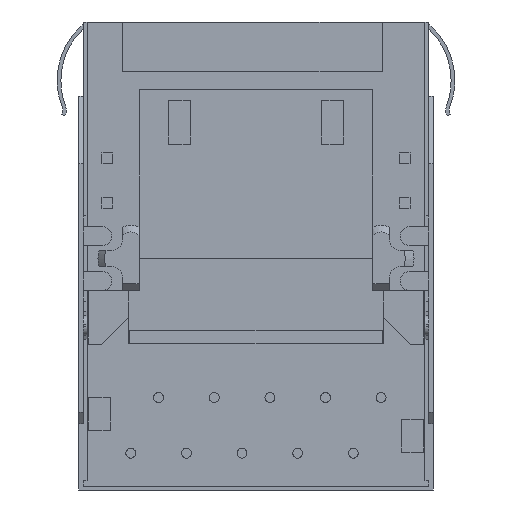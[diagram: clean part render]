
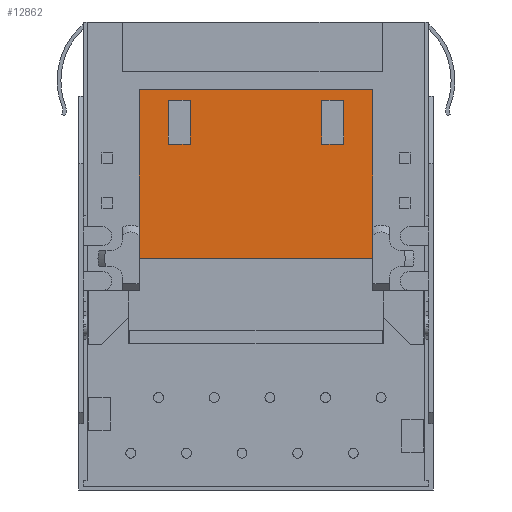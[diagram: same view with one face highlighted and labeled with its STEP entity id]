
A CAD part, front view. The second image highlights one B-rep face of the part: STEP entity #12862.
In plain terms, the highlighted planar face has unit normal (0, -1, 0).
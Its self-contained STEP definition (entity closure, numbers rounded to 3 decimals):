
#3470=DIRECTION('',(1.,0.,0.));
#3471=VECTOR('',#3470,10.68);
#3472=CARTESIAN_POINT('',(-5.34,-6.955,-0.105));
#3473=LINE('',#3472,#3471);
#3474=DIRECTION('',(0.,0.,-1.));
#3475=VECTOR('',#3474,1.412);
#3476=CARTESIAN_POINT('',(-5.34,-6.955,1.307));
#3477=LINE('',#3476,#3475);
#3478=DIRECTION('',(0.,0.,-1.));
#3479=VECTOR('',#3478,6.301);
#3480=CARTESIAN_POINT('',(-5.34,-6.955,7.608));
#3481=LINE('',#3480,#3479);
#3482=DIRECTION('',(-1.,0.,0.));
#3483=VECTOR('',#3482,10.68);
#3484=CARTESIAN_POINT('',(5.34,-6.955,7.608));
#3485=LINE('',#3484,#3483);
#3486=DIRECTION('',(0.,0.,1.));
#3487=VECTOR('',#3486,6.301);
#3488=CARTESIAN_POINT('',(5.34,-6.955,1.307));
#3489=LINE('',#3488,#3487);
#3505=DIRECTION('',(0.,0.,-1.));
#3506=VECTOR('',#3505,1.412);
#3507=CARTESIAN_POINT('',(5.34,-6.955,1.307));
#3508=LINE('',#3507,#3506);
#3717=DIRECTION('',(0.,0.,1.));
#3718=VECTOR('',#3717,2.);
#3719=CARTESIAN_POINT('',(-3.,-6.955,5.108));
#3720=LINE('',#3719,#3718);
#3725=DIRECTION('',(1.,0.,0.));
#3726=VECTOR('',#3725,1.);
#3727=CARTESIAN_POINT('',(-4.,-6.955,5.108));
#3728=LINE('',#3727,#3726);
#3733=DIRECTION('',(0.,0.,-1.));
#3734=VECTOR('',#3733,2.);
#3735=CARTESIAN_POINT('',(-4.,-6.955,7.108));
#3736=LINE('',#3735,#3734);
#3741=DIRECTION('',(-1.,0.,0.));
#3742=VECTOR('',#3741,1.);
#3743=CARTESIAN_POINT('',(-3.,-6.955,7.108));
#3744=LINE('',#3743,#3742);
#3765=DIRECTION('',(1.,0.,0.));
#3766=VECTOR('',#3765,1.);
#3767=CARTESIAN_POINT('',(3.,-6.955,5.108));
#3768=LINE('',#3767,#3766);
#3773=DIRECTION('',(0.,0.,-1.));
#3774=VECTOR('',#3773,2.);
#3775=CARTESIAN_POINT('',(3.,-6.955,7.108));
#3776=LINE('',#3775,#3774);
#3781=DIRECTION('',(-1.,0.,0.));
#3782=VECTOR('',#3781,1.);
#3783=CARTESIAN_POINT('',(4.,-6.955,7.108));
#3784=LINE('',#3783,#3782);
#3789=DIRECTION('',(0.,0.,1.));
#3790=VECTOR('',#3789,2.);
#3791=CARTESIAN_POINT('',(4.,-6.955,5.108));
#3792=LINE('',#3791,#3790);
#7408=CARTESIAN_POINT('',(5.34,-6.955,1.307));
#7409=VERTEX_POINT('',#7408);
#7410=CARTESIAN_POINT('',(5.34,-6.955,7.608));
#7411=VERTEX_POINT('',#7410);
#7568=CARTESIAN_POINT('',(-5.34,-6.955,1.307));
#7570=VERTEX_POINT('',#7568);
#7571=CARTESIAN_POINT('',(-5.34,-6.955,-0.105));
#7572=VERTEX_POINT('',#7571);
#7598=CARTESIAN_POINT('',(-5.34,-6.955,7.608));
#7599=VERTEX_POINT('',#7598);
#7600=CARTESIAN_POINT('',(5.34,-6.955,-0.105));
#7601=VERTEX_POINT('',#7600);
#7602=CARTESIAN_POINT('',(-3.,-6.955,7.108));
#7603=CARTESIAN_POINT('',(-4.,-6.955,7.108));
#7604=VERTEX_POINT('',#7602);
#7605=VERTEX_POINT('',#7603);
#7606=CARTESIAN_POINT('',(-4.,-6.955,5.108));
#7607=VERTEX_POINT('',#7606);
#7608=CARTESIAN_POINT('',(-3.,-6.955,5.108));
#7609=VERTEX_POINT('',#7608);
#7610=CARTESIAN_POINT('',(4.,-6.955,5.108));
#7611=CARTESIAN_POINT('',(4.,-6.955,7.108));
#7612=VERTEX_POINT('',#7610);
#7613=VERTEX_POINT('',#7611);
#7614=CARTESIAN_POINT('',(3.,-6.955,7.108));
#7615=VERTEX_POINT('',#7614);
#7616=CARTESIAN_POINT('',(3.,-6.955,5.108));
#7617=VERTEX_POINT('',#7616);
#12827=CARTESIAN_POINT('',(0.,-6.955,10.515));
#12828=DIRECTION('',(0.,-1.,0.));
#12829=DIRECTION('',(-1.,0.,0.));
#12830=AXIS2_PLACEMENT_3D('',#12827,#12828,#12829);
#12831=PLANE('',#12830);
#12833=ORIENTED_EDGE('',*,*,#12832,.T.);
#12835=ORIENTED_EDGE('',*,*,#12834,.F.);
#12836=ORIENTED_EDGE('',*,*,#12628,.F.);
#12837=ORIENTED_EDGE('',*,*,#12808,.F.);
#12838=ORIENTED_EDGE('',*,*,#12821,.F.);
#12839=ORIENTED_EDGE('',*,*,#12209,.F.);
#12840=EDGE_LOOP('',(#12833,#12835,#12836,#12837,#12838,#12839));
#12841=FACE_OUTER_BOUND('',#12840,.F.);
#12843=ORIENTED_EDGE('',*,*,#12842,.T.);
#12845=ORIENTED_EDGE('',*,*,#12844,.T.);
#12847=ORIENTED_EDGE('',*,*,#12846,.T.);
#12849=ORIENTED_EDGE('',*,*,#12848,.T.);
#12850=EDGE_LOOP('',(#12843,#12845,#12847,#12849));
#12851=FACE_BOUND('',#12850,.F.);
#12853=ORIENTED_EDGE('',*,*,#12852,.T.);
#12855=ORIENTED_EDGE('',*,*,#12854,.T.);
#12857=ORIENTED_EDGE('',*,*,#12856,.T.);
#12859=ORIENTED_EDGE('',*,*,#12858,.T.);
#12860=EDGE_LOOP('',(#12853,#12855,#12857,#12859));
#12861=FACE_BOUND('',#12860,.F.);
#12862=ADVANCED_FACE('',(#12841,#12851,#12861),#12831,.T.);
#12209=EDGE_CURVE('',#7409,#7411,#3489,.T.);
#12628=EDGE_CURVE('',#7570,#7572,#3477,.T.);
#12808=EDGE_CURVE('',#7599,#7570,#3481,.T.);
#12821=EDGE_CURVE('',#7411,#7599,#3485,.T.);
#12832=EDGE_CURVE('',#7409,#7601,#3508,.T.);
#12834=EDGE_CURVE('',#7572,#7601,#3473,.T.);
#12842=EDGE_CURVE('',#7609,#7604,#3720,.T.);
#12844=EDGE_CURVE('',#7604,#7605,#3744,.T.);
#12846=EDGE_CURVE('',#7605,#7607,#3736,.T.);
#12848=EDGE_CURVE('',#7607,#7609,#3728,.T.);
#12852=EDGE_CURVE('',#7617,#7612,#3768,.T.);
#12854=EDGE_CURVE('',#7612,#7613,#3792,.T.);
#12856=EDGE_CURVE('',#7613,#7615,#3784,.T.);
#12858=EDGE_CURVE('',#7615,#7617,#3776,.T.);
